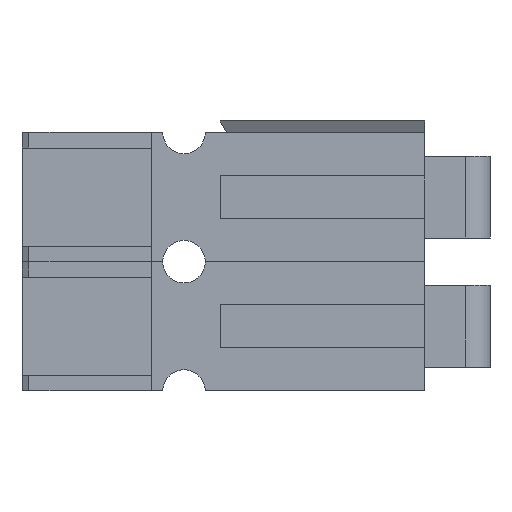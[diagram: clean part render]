
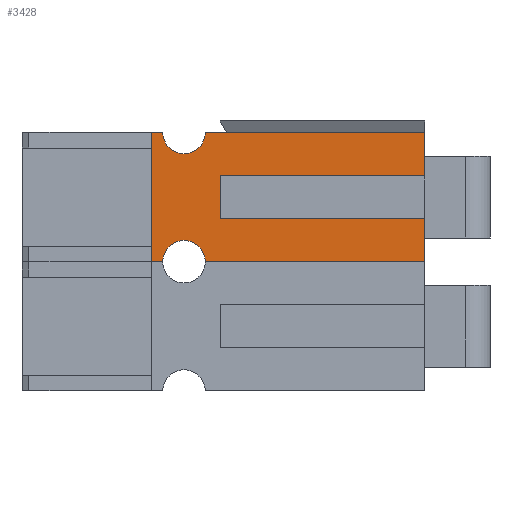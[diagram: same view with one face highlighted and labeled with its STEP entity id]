
A CAD part, front view. The second image highlights one B-rep face of the part: STEP entity #3428.
In plain terms, the highlighted planar face has unit normal (0, -1, 0).
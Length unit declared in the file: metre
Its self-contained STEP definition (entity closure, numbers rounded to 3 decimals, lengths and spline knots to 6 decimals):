
#68=CIRCLE('',#3698,0.0013);
#69=CIRCLE('',#3703,0.0013);
#484=ORIENTED_EDGE('',*,*,#1282,.F.);
#485=ORIENTED_EDGE('',*,*,#1195,.T.);
#486=ORIENTED_EDGE('',*,*,#1196,.F.);
#487=ORIENTED_EDGE('',*,*,#1192,.T.);
#488=ORIENTED_EDGE('',*,*,#1281,.F.);
#489=ORIENTED_EDGE('',*,*,#1284,.F.);
#490=ORIENTED_EDGE('',*,*,#1285,.F.);
#491=ORIENTED_EDGE('',*,*,#1286,.F.);
#492=ORIENTED_EDGE('',*,*,#1249,.F.);
#493=ORIENTED_EDGE('',*,*,#1287,.F.);
#494=ORIENTED_EDGE('',*,*,#1273,.F.);
#495=ORIENTED_EDGE('',*,*,#1277,.F.);
#1192=EDGE_CURVE('',#1648,#1649,#1998,.T.);
#1195=EDGE_CURVE('',#1650,#1651,#2001,.T.);
#1196=EDGE_CURVE('',#1648,#1651,#2002,.T.);
#1249=EDGE_CURVE('',#1692,#1693,#2053,.T.);
#1273=EDGE_CURVE('',#1704,#1705,#68,.T.);
#1277=EDGE_CURVE('',#1706,#1704,#2078,.T.);
#1281=EDGE_CURVE('',#1707,#1649,#2082,.T.);
#1282=EDGE_CURVE('',#1650,#1706,#2083,.T.);
#1284=EDGE_CURVE('',#1708,#1707,#2085,.T.);
#1285=EDGE_CURVE('',#1709,#1708,#69,.T.);
#1286=EDGE_CURVE('',#1693,#1709,#2086,.T.);
#1287=EDGE_CURVE('',#1705,#1692,#2087,.T.);
#1648=VERTEX_POINT('',#5006);
#1649=VERTEX_POINT('',#5008);
#1650=VERTEX_POINT('',#5012);
#1651=VERTEX_POINT('',#5014);
#1692=VERTEX_POINT('',#5124);
#1693=VERTEX_POINT('',#5126);
#1704=VERTEX_POINT('',#5172);
#1705=VERTEX_POINT('',#5173);
#1706=VERTEX_POINT('',#5178);
#1707=VERTEX_POINT('',#5184);
#1708=VERTEX_POINT('',#5189);
#1709=VERTEX_POINT('',#5193);
#1998=LINE('',#5009,#2444);
#2001=LINE('',#5015,#2447);
#2002=LINE('',#5017,#2448);
#2053=LINE('',#5125,#2499);
#2078=LINE('',#5179,#2524);
#2082=LINE('',#5185,#2528);
#2083=LINE('',#5186,#2529);
#2085=LINE('',#5190,#2531);
#2086=LINE('',#5194,#2532);
#2087=LINE('',#5195,#2533);
#2444=VECTOR('',#4065,1.);
#2447=VECTOR('',#4070,1.);
#2448=VECTOR('',#4073,1.);
#2499=VECTOR('',#4156,1.);
#2524=VECTOR('',#4211,1.);
#2528=VECTOR('',#4217,1.);
#2529=VECTOR('',#4218,1.);
#2531=VECTOR('',#4222,1.);
#2532=VECTOR('',#4227,1.);
#2533=VECTOR('',#4228,1.);
#2866=EDGE_LOOP('',(#484,#485,#486,#487,#488,#489,#490,#491,#492,#493,#494,
#495));
#3068=FACE_BOUND('',#2866,.T.);
#3258=PLANE('',#3702);
#3428=ADVANCED_FACE('',(#3068),#3258,.F.);
#3698=AXIS2_PLACEMENT_3D('',#5171,#4204,#4205);
#3702=AXIS2_PLACEMENT_3D('',#5191,#4223,#4224);
#3703=AXIS2_PLACEMENT_3D('',#5192,#4225,#4226);
#4065=DIRECTION('',(1.,0.,0.));
#4070=DIRECTION('',(-1.,0.,0.));
#4073=DIRECTION('',(0.,0.,-1.));
#4156=DIRECTION('',(0.,0.,1.));
#4204=DIRECTION('',(0.,-1.,0.));
#4205=DIRECTION('',(0.,0.,1.));
#4211=DIRECTION('',(-1.,0.,0.));
#4217=DIRECTION('',(0.,0.,-1.));
#4218=DIRECTION('',(0.,0.,-1.));
#4222=DIRECTION('',(1.,0.,0.));
#4223=DIRECTION('',(0.,1.,0.));
#4224=DIRECTION('',(0.,0.,1.));
#4225=DIRECTION('',(0.,-1.,0.));
#4226=DIRECTION('',(0.,0.,1.));
#4227=DIRECTION('',(1.,0.,0.));
#4228=DIRECTION('',(-1.,0.,0.));
#5006=CARTESIAN_POINT('',(-0.0125,-0.00395,0.019216));
#5008=CARTESIAN_POINT('',(0.,-0.00395,0.019216));
#5009=CARTESIAN_POINT('',(-0.0147,-0.00395,0.019216));
#5012=CARTESIAN_POINT('',(0.,-0.00395,0.016584));
#5014=CARTESIAN_POINT('',(-0.0125,-0.00395,0.016584));
#5015=CARTESIAN_POINT('',(-0.0147,-0.00395,0.016584));
#5017=CARTESIAN_POINT('',(-0.0125,-0.00395,0.02185));
#5124=CARTESIAN_POINT('',(-0.0167,-0.00395,0.01395));
#5125=CARTESIAN_POINT('',(-0.0167,-0.00395,0.0179));
#5126=CARTESIAN_POINT('',(-0.0167,-0.00395,0.02185));
#5171=CARTESIAN_POINT('',(-0.0147,-0.00395,0.01395));
#5172=CARTESIAN_POINT('',(-0.0134,-0.00395,0.01395));
#5173=CARTESIAN_POINT('',(-0.016,-0.00395,0.01395));
#5178=CARTESIAN_POINT('',(0.,-0.00395,0.01395));
#5179=CARTESIAN_POINT('',(-0.0246,-0.00395,0.01395));
#5184=CARTESIAN_POINT('',(0.,-0.00395,0.02185));
#5185=CARTESIAN_POINT('',(0.,-0.00395,0.01395));
#5186=CARTESIAN_POINT('',(0.,-0.00395,0.01395));
#5189=CARTESIAN_POINT('',(-0.0134,-0.00395,0.02185));
#5190=CARTESIAN_POINT('',(-0.0246,-0.00395,0.02185));
#5191=CARTESIAN_POINT('',(-0.0147,-0.00395,0.02185));
#5192=CARTESIAN_POINT('',(-0.0147,-0.00395,0.02185));
#5193=CARTESIAN_POINT('',(-0.016,-0.00395,0.02185));
#5194=CARTESIAN_POINT('',(-0.0246,-0.00395,0.02185));
#5195=CARTESIAN_POINT('',(-0.0246,-0.00395,0.01395));
